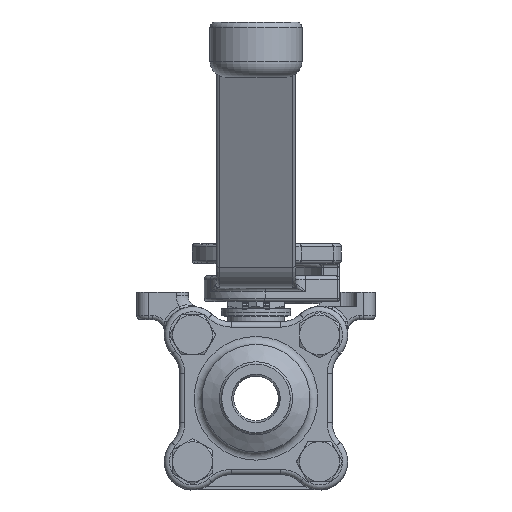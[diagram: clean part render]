
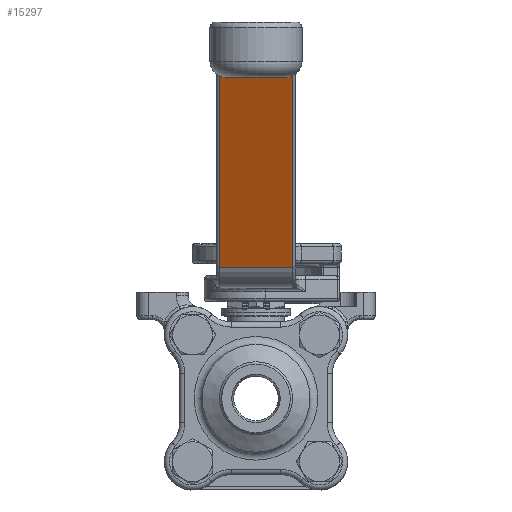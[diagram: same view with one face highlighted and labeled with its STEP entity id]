
A CAD part, left-side view. The second image highlights one B-rep face of the part: STEP entity #15297.
In plain terms, the highlighted planar face has unit normal (-0.906, 0, -0.423).
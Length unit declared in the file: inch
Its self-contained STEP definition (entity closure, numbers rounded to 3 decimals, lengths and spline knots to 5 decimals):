
#2365=FACE_OUTER_BOUND('',#3327,.T.);
#3327=EDGE_LOOP('',(#11427,#11428,#11429,#11430));
#5223=LINE('',#24354,#6116);
#5228=LINE('',#24466,#6121);
#5229=LINE('',#24470,#6122);
#5230=LINE('',#24471,#6123);
#6116=VECTOR('',#18965,2.10141);
#6121=VECTOR('',#18996,0.72441);
#6122=VECTOR('',#19001,0.72441);
#6123=VECTOR('',#19002,2.10141);
#7128=VERTEX_POINT('',#24348);
#7129=VERTEX_POINT('',#24352);
#7139=VERTEX_POINT('',#24465);
#7140=VERTEX_POINT('',#24469);
#8688=EDGE_CURVE('',#7128,#7129,#5223,.T.);
#8703=EDGE_CURVE('',#7129,#7139,#5228,.T.);
#8705=EDGE_CURVE('',#7140,#7128,#5229,.T.);
#8706=EDGE_CURVE('',#7139,#7140,#5230,.T.);
#11427=ORIENTED_EDGE('',*,*,#8688,.F.);
#11428=ORIENTED_EDGE('',*,*,#8705,.F.);
#11429=ORIENTED_EDGE('',*,*,#8706,.F.);
#11430=ORIENTED_EDGE('',*,*,#8703,.F.);
#14807=PLANE('',#16504);
#15297=ADVANCED_FACE('',(#2365),#14807,.T.);
#16504=AXIS2_PLACEMENT_3D('',#24468,#18999,#19000);
#18965=DIRECTION('',(0.423,0.,-0.906));
#18996=DIRECTION('',(0.,1.,0.));
#18999=DIRECTION('center_axis',(-0.906,0.,
-0.423));
#19000=DIRECTION('ref_axis',(0.423,0.,-0.906));
#19001=DIRECTION('',(0.,-1.,0.));
#19002=DIRECTION('',(-0.423,0.,0.906));
#24348=CARTESIAN_POINT('',(-2.06146,-0.3622,3.19735));
#24352=CARTESIAN_POINT('',(-1.17336,-0.3622,1.29282));
#24354=CARTESIAN_POINT('',(-2.29475,-0.3622,3.69765));
#24465=CARTESIAN_POINT('',(-1.17336,0.3622,1.29282));
#24466=CARTESIAN_POINT('',(-1.17336,0.19685,1.29282));
#24468=CARTESIAN_POINT('Origin',(-2.21516,0.3937,3.52695));
#24469=CARTESIAN_POINT('',(-2.06146,0.3622,3.19735));
#24470=CARTESIAN_POINT('',(-2.06146,0.3937,3.19735));
#24471=CARTESIAN_POINT('',(-2.33245,0.3622,3.7785));
